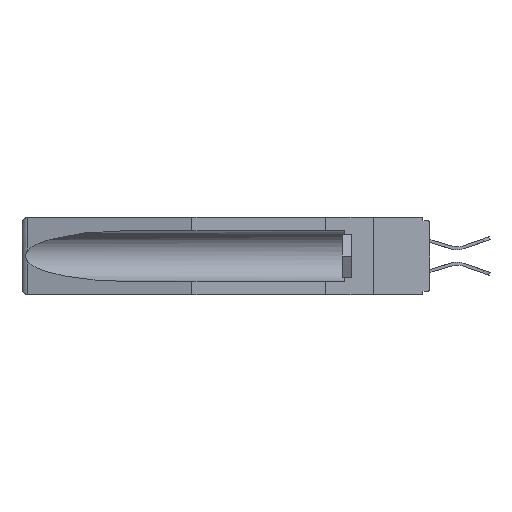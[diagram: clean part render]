
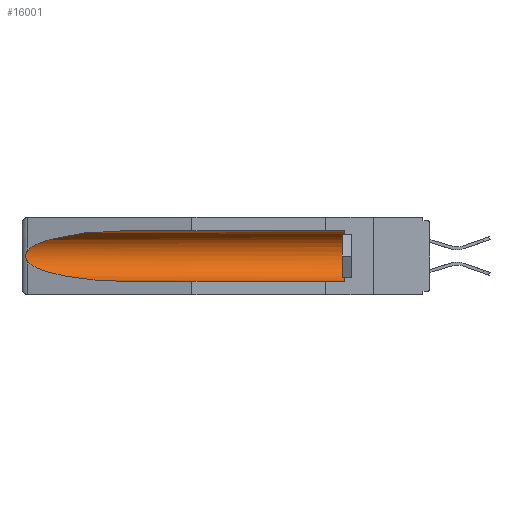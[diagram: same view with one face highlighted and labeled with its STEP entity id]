
A CAD part, left-side view. The second image highlights one B-rep face of the part: STEP entity #16001.
In plain terms, the highlighted cylindrical face has radius 2.857 mm (diameter 5.715 mm), a partial arc.
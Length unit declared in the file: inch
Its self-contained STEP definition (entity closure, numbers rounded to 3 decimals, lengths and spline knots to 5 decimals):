
#274 = CARTESIAN_POINT ( 'NONE',  ( 0.25451, 1.48313, -0.09465 ) ) ;
#947 = DIRECTION ( 'NONE',  ( 0., 0., 1. ) ) ;
#1678 = ORIENTED_EDGE ( 'NONE', *, *, #19221, .T. ) ;
#1909 = DIRECTION ( 'NONE',  ( 0., 1., 0. ) ) ;
#2183 = CARTESIAN_POINT ( 'NONE',  ( 0.25451, 1.48313, -0.24835 ) ) ;
#2714 = CARTESIAN_POINT ( 'NONE',  ( 0.26654, 1.53092, -0.15636 ) ) ;
#2838 = CARTESIAN_POINT ( 'NONE',  ( 0.26537, 1.52718, -0.14972 ) ) ;
#2878 = VERTEX_POINT ( 'NONE', #15949 ) ;
#3018 = AXIS2_PLACEMENT_3D ( 'NONE', #10136, #14477, #947 ) ;
#3468 = CIRCLE ( 'NONE', #3018, 0.1125 ) ;
#3854 = CARTESIAN_POINT ( 'NONE',  ( 0.26597, 1.52961, -0.15275 ) ) ;
#4946 = VERTEX_POINT ( 'NONE', #7200 ) ;
#5380 = CARTESIAN_POINT ( 'NONE',  ( 0.26537, 1.52718, -0.19328 ) ) ;
#5507 = CARTESIAN_POINT ( 'NONE',  ( 0.2675, 1.53308, -0.16763 ) ) ;
#6149 =( BOUNDED_CURVE ( )  B_SPLINE_CURVE ( 3, ( #15965, #2183, #12963, #9976 ),
 .UNSPECIFIED., .F., .F. ) 
 B_SPLINE_CURVE_WITH_KNOTS ( ( 4, 4 ),
 ( 0.1948, 1.5708 ),
 .UNSPECIFIED. ) 
 CURVE ( )  GEOMETRIC_REPRESENTATION_ITEM ( )  RATIONAL_B_SPLINE_CURVE ( ( 1., 0.848, 0.848, 1. ) ) 
 REPRESENTATION_ITEM ( '' )  );
#6558 = LINE ( 'NONE', #7222, #19664 ) ;
#6645 = CARTESIAN_POINT ( 'NONE',  ( 0.155, 1.07973, -0.059 ) ) ;
#6681 = CARTESIAN_POINT ( 'NONE',  ( 0.155, -0.30754, -0.1715 ) ) ;
#7200 = CARTESIAN_POINT ( 'NONE',  ( 0.155, 1.07973, -0.059 ) ) ;
#7222 = CARTESIAN_POINT ( 'NONE',  ( 0.155, -0.30754, -0.284 ) ) ;
#7446 = VERTEX_POINT ( 'NONE', #5380 ) ;
#7492 = EDGE_CURVE ( 'NONE', #8436, #7446, #17931, .T. ) ;
#7855 = FACE_OUTER_BOUND ( 'NONE', #14479, .T. ) ;
#7869 = CARTESIAN_POINT ( 'NONE',  ( 0.21114, 1.30732, -0.059 ) ) ;
#8042 = ORIENTED_EDGE ( 'NONE', *, *, #18610, .F. ) ;
#8436 = VERTEX_POINT ( 'NONE', #2838 ) ;
#8593 = ORIENTED_EDGE ( 'NONE', *, *, #16832, .T. ) ;
#8817 = DIRECTION ( 'NONE',  ( 0., 1., 0. ) ) ;
#9053 = ORIENTED_EDGE ( 'NONE', *, *, #11426, .T. ) ;
#9325 = ORIENTED_EDGE ( 'NONE', *, *, #7492, .T. ) ;
#9334 = DIRECTION ( 'NONE',  ( 0., 1., 0. ) ) ;
#9374 = CARTESIAN_POINT ( 'NONE',  ( 0.155, 0.126, -0.059 ) ) ;
#9771 = CYLINDRICAL_SURFACE ( 'NONE', #10996, 0.1125 ) ;
#9976 = CARTESIAN_POINT ( 'NONE',  ( 0.155, 1.07973, -0.284 ) ) ;
#10136 = CARTESIAN_POINT ( 'NONE',  ( 0.155, 0.126, -0.1715 ) ) ;
#10193 = CARTESIAN_POINT ( 'NONE',  ( 0.2673, 1.53269, -0.17917 ) ) ;
#10210 = VERTEX_POINT ( 'NONE', #9374 ) ;
#10938 = CARTESIAN_POINT ( 'NONE',  ( 0.26537, 1.52718, -0.14972 ) ) ;
#10996 = AXIS2_PLACEMENT_3D ( 'NONE', #6681, #1909, #14117 ) ;
#11426 = EDGE_CURVE ( 'NONE', #10210, #4946, #12247, .T. ) ;
#11663 = CARTESIAN_POINT ( 'NONE',  ( 0.2675, 1.53308, -0.17534 ) ) ;
#11725 = CARTESIAN_POINT ( 'NONE',  ( 0.26655, 1.53094, -0.18657 ) ) ;
#11795 = ORIENTED_EDGE ( 'NONE', *, *, #15058, .T. ) ;
#12247 = LINE ( 'NONE', #16746, #17673 ) ;
#12963 = CARTESIAN_POINT ( 'NONE',  ( 0.21114, 1.30732, -0.284 ) ) ;
#13407 = CARTESIAN_POINT ( 'NONE',  ( 0.155, 1.07973, -0.284 ) ) ;
#13733 = VERTEX_POINT ( 'NONE', #13407 ) ;
#14117 = DIRECTION ( 'NONE',  ( 0., 0., 1. ) ) ;
#14477 = DIRECTION ( 'NONE',  ( 0., -1., 0. ) ) ;
#14479 = EDGE_LOOP ( 'NONE', ( #1678, #9325, #8593, #8042, #11795, #9053 ) ) ;
#15056 = CARTESIAN_POINT ( 'NONE',  ( 0.26537, 1.52718, -0.19328 ) ) ;
#15058 = EDGE_CURVE ( 'NONE', #2878, #10210, #3468, .T. ) ;
#15949 = CARTESIAN_POINT ( 'NONE',  ( 0.155, 0.126, -0.284 ) ) ;
#15965 = CARTESIAN_POINT ( 'NONE',  ( 0.26537, 1.52718, -0.19328 ) ) ;
#15986 = CARTESIAN_POINT ( 'NONE',  ( 0.26537, 1.52718, -0.14972 ) ) ;
#16001 = ADVANCED_FACE ( 'NONE', ( #7855 ), #9771, .F. ) ;
#16746 = CARTESIAN_POINT ( 'NONE',  ( 0.155, -0.30754, -0.059 ) ) ;
#16832 = EDGE_CURVE ( 'NONE', #7446, #13733, #6149, .T. ) ;
#17616 = CARTESIAN_POINT ( 'NONE',  ( 0.2673, 1.5327, -0.16383 ) ) ;
#17673 = VECTOR ( 'NONE', #9334, 39.37008 ) ;
#17931 = B_SPLINE_CURVE_WITH_KNOTS ( 'NONE', 3,
 ( #15986, #3854, #2714, #17616, #5507, #11663, #10193, #11725, #19626, #15056 ),
 .UNSPECIFIED., .F., .F.,
 ( 4, 2, 2, 2, 4 ),
 ( 0., 0.00029, 0.00058, 0.00087, 0.00117 ),
 .UNSPECIFIED. ) ;
#18610 = EDGE_CURVE ( 'NONE', #2878, #13733, #6558, .T. ) ;
#18823 =( BOUNDED_CURVE ( )  B_SPLINE_CURVE ( 3, ( #6645, #7869, #274, #10938 ),
 .UNSPECIFIED., .F., .T. ) 
 B_SPLINE_CURVE_WITH_KNOTS ( ( 4, 4 ),
 ( 4.71239, 6.08839 ),
 .UNSPECIFIED. ) 
 CURVE ( )  GEOMETRIC_REPRESENTATION_ITEM ( )  RATIONAL_B_SPLINE_CURVE ( ( 1., 0.848, 0.848, 1. ) ) 
 REPRESENTATION_ITEM ( '' )  );
#19221 = EDGE_CURVE ( 'NONE', #4946, #8436, #18823, .T. ) ;
#19626 = CARTESIAN_POINT ( 'NONE',  ( 0.26597, 1.5296, -0.19026 ) ) ;
#19664 = VECTOR ( 'NONE', #8817, 39.37008 ) ;
